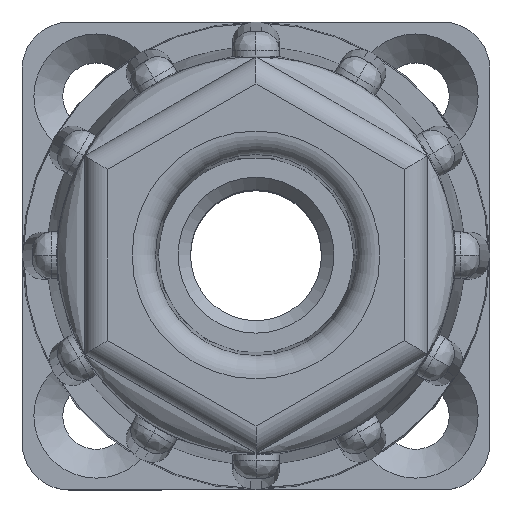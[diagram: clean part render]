
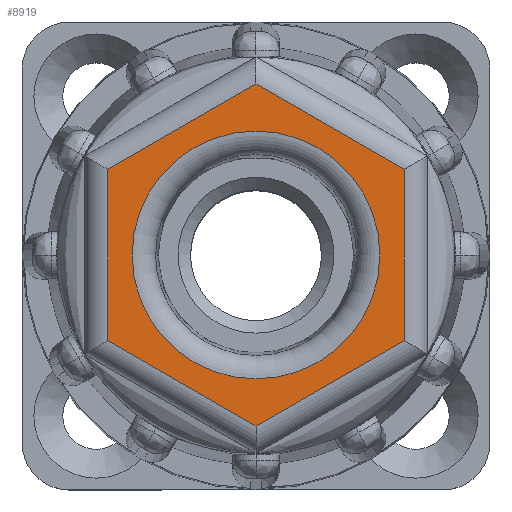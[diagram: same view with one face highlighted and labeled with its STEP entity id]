
A CAD part, top view. The second image highlights one B-rep face of the part: STEP entity #8919.
In plain terms, the highlighted planar face has unit normal (0, 0, 1).
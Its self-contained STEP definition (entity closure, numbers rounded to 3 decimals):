
#585 = LINE ( 'NONE', #7519, #6257 ) ;
#637 = ORIENTED_EDGE ( 'NONE', *, *, #3243, .T. ) ;
#1364 = DIRECTION ( 'NONE',  ( 0., 0., -1. ) ) ;
#1680 = AXIS2_PLACEMENT_3D ( 'NONE', #9380, #1364, #3764 ) ;
#1844 = EDGE_CURVE ( 'NONE', #14284, #14284, #7891, .T. ) ;
#2002 = VERTEX_POINT ( 'NONE', #2294 ) ;
#2069 = VECTOR ( 'NONE', #14159, 1000. ) ;
#2294 = CARTESIAN_POINT ( 'NONE',  ( 9.5, -5.485, 30. ) ) ;
#2367 = EDGE_CURVE ( 'NONE', #10441, #7900, #6638, .T. ) ;
#2957 = FACE_BOUND ( 'NONE', #5568, .T. ) ;
#3243 = EDGE_CURVE ( 'NONE', #5679, #8235, #7861, .T. ) ;
#3764 = DIRECTION ( 'NONE',  ( -1., 0., 0. ) ) ;
#4105 = ORIENTED_EDGE ( 'NONE', *, *, #10136, .T. ) ;
#4106 = ORIENTED_EDGE ( 'NONE', *, *, #9257, .T. ) ;
#4208 = DIRECTION ( 'NONE',  ( 0., 0., -1. ) ) ;
#4236 = DIRECTION ( 'NONE',  ( 0., -1., 0. ) ) ;
#4275 = CARTESIAN_POINT ( 'NONE',  ( -9.5, 5.485, 30. ) ) ;
#5568 = EDGE_LOOP ( 'NONE', ( #10698 ) ) ;
#5584 = VERTEX_POINT ( 'NONE', #8655 ) ;
#5679 = VERTEX_POINT ( 'NONE', #4275 ) ;
#6136 = CARTESIAN_POINT ( 'NONE',  ( -7.949, 0., 30. ) ) ;
#6158 = DIRECTION ( 'NONE',  ( -0.866, 0.5, 0. ) ) ;
#6257 = VECTOR ( 'NONE', #8679, 1000. ) ;
#6638 = LINE ( 'NONE', #10612, #12307 ) ;
#7079 = CARTESIAN_POINT ( 'NONE',  ( 0.75, -11.403, 30. ) ) ;
#7083 = ORIENTED_EDGE ( 'NONE', *, *, #7210, .T. ) ;
#7210 = EDGE_CURVE ( 'NONE', #5584, #2002, #8791, .T. ) ;
#7400 = CARTESIAN_POINT ( 'NONE',  ( 15.75, -1.876, 30. ) ) ;
#7519 = CARTESIAN_POINT ( 'NONE',  ( 6.25, 14.578, 30. ) ) ;
#7861 = LINE ( 'NONE', #10997, #13839 ) ;
#7891 = CIRCLE ( 'NONE', #7967, 7.949 ) ;
#7900 = VERTEX_POINT ( 'NONE', #8036 ) ;
#7967 = AXIS2_PLACEMENT_3D ( 'NONE', #10967, #4208, #12095 ) ;
#8036 = CARTESIAN_POINT ( 'NONE',  ( 0., 10.97, 30. ) ) ;
#8172 = VECTOR ( 'NONE', #13837, 1000. ) ;
#8222 = PLANE ( 'NONE',  #1680 ) ;
#8235 = VERTEX_POINT ( 'NONE', #9866 ) ;
#8655 = CARTESIAN_POINT ( 'NONE',  ( 0., -10.97, 30. ) ) ;
#8679 = DIRECTION ( 'NONE',  ( -0.866, -0.5, 0. ) ) ;
#8772 = VECTOR ( 'NONE', #12006, 1000. ) ;
#8791 = LINE ( 'NONE', #7400, #2069 ) ;
#8919 = ADVANCED_FACE ( 'NONE', ( #8956, #2957 ), #8222, .F. ) ;
#8956 = FACE_OUTER_BOUND ( 'NONE', #14149, .T. ) ;
#9118 = CARTESIAN_POINT ( 'NONE',  ( 9.5, 5.485, 30. ) ) ;
#9257 = EDGE_CURVE ( 'NONE', #2002, #10441, #14383, .T. ) ;
#9380 = CARTESIAN_POINT ( 'NONE',  ( 11., 6.351, 30. ) ) ;
#9866 = CARTESIAN_POINT ( 'NONE',  ( -9.5, -5.485, 30. ) ) ;
#10136 = EDGE_CURVE ( 'NONE', #7900, #5679, #585, .T. ) ;
#10441 = VERTEX_POINT ( 'NONE', #9118 ) ;
#10612 = CARTESIAN_POINT ( 'NONE',  ( 10.25, 5.052, 30. ) ) ;
#10698 = ORIENTED_EDGE ( 'NONE', *, *, #1844, .T. ) ;
#10877 = CARTESIAN_POINT ( 'NONE',  ( 9.5, 6.351, 30. ) ) ;
#10967 = CARTESIAN_POINT ( 'NONE',  ( 0., 0., 30. ) ) ;
#10982 = EDGE_CURVE ( 'NONE', #8235, #5584, #11553, .T. ) ;
#10997 = CARTESIAN_POINT ( 'NONE',  ( -9.5, 6.351, 30. ) ) ;
#11553 = LINE ( 'NONE', #7079, #8172 ) ;
#12006 = DIRECTION ( 'NONE',  ( 0., 1., 0. ) ) ;
#12095 = DIRECTION ( 'NONE',  ( -1., 0., 0. ) ) ;
#12307 = VECTOR ( 'NONE', #6158, 1000. ) ;
#12619 = ORIENTED_EDGE ( 'NONE', *, *, #2367, .T. ) ;
#13672 = ORIENTED_EDGE ( 'NONE', *, *, #10982, .T. ) ;
#13837 = DIRECTION ( 'NONE',  ( 0.866, -0.5, 0. ) ) ;
#13839 = VECTOR ( 'NONE', #4236, 1000. ) ;
#14149 = EDGE_LOOP ( 'NONE', ( #4106, #12619, #4105, #637, #13672, #7083 ) ) ;
#14159 = DIRECTION ( 'NONE',  ( 0.866, 0.5, 0. ) ) ;
#14284 = VERTEX_POINT ( 'NONE', #6136 ) ;
#14383 = LINE ( 'NONE', #10877, #8772 ) ;
